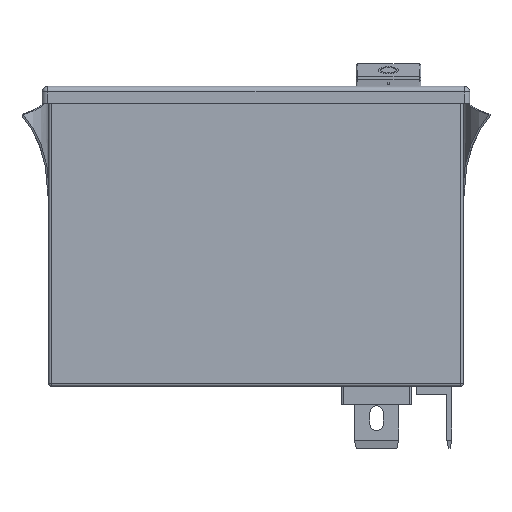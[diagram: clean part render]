
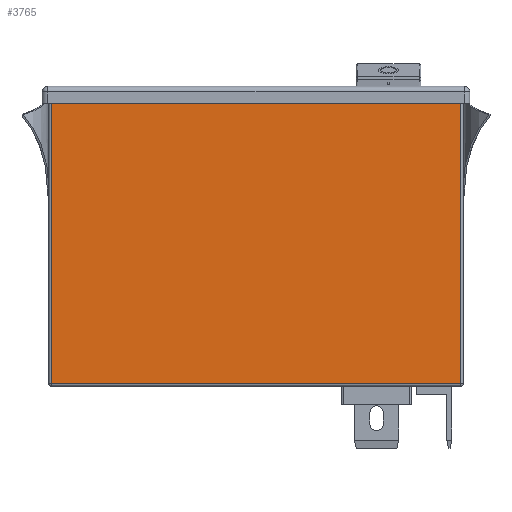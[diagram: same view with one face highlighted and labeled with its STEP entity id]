
A CAD part, front view. The second image highlights one B-rep face of the part: STEP entity #3765.
In plain terms, the highlighted planar face has unit normal (0, -1, 0).
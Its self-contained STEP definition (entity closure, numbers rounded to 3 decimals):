
#562 = CARTESIAN_POINT ( 'NONE',  ( -32.225, -13.5, 22.276 ) ) ;
#944 = CARTESIAN_POINT ( 'NONE',  ( -32.225, -13.5, -21.901 ) ) ;
#978 = DIRECTION ( 'NONE',  ( 1., 0., 0. ) ) ;
#979 = VECTOR ( 'NONE', #978, 1000. ) ;
#1035 = DIRECTION ( 'NONE',  ( 0., 0., -1. ) ) ;
#1036 = VECTOR ( 'NONE', #1035, 1000. ) ;
#1037 = CARTESIAN_POINT ( 'NONE',  ( -32.225, -13.5, 22.276 ) ) ;
#1038 = LINE ( 'NONE', #1037, #1036 ) ;
#1058 = DIRECTION ( 'NONE',  ( 0., 0., 1. ) ) ;
#1059 = VECTOR ( 'NONE', #1058, 1000. ) ;
#1061 = CARTESIAN_POINT ( 'NONE',  ( 32.225, -13.5, 22.276 ) ) ;
#1062 = LINE ( 'NONE', #1061, #1059 ) ;
#1066 = CARTESIAN_POINT ( 'NONE',  ( -32.6, -13.5, 22.276 ) ) ;
#1067 = LINE ( 'NONE', #1066, #979 ) ;
#1068 = CARTESIAN_POINT ( 'NONE',  ( 32.225, -13.5, -21.901 ) ) ;
#1069 = FACE_OUTER_BOUND ( 'NONE', #3754, .T. ) ;
#1092 = AXIS2_PLACEMENT_3D ( 'NONE', #1100, #1099, #1098 ) ;
#1097 = PLANE ( 'NONE',  #1092 ) ;
#1098 = DIRECTION ( 'NONE',  ( 0., 0., 1. ) ) ;
#1099 = DIRECTION ( 'NONE',  ( 0., 1., 0. ) ) ;
#1100 = CARTESIAN_POINT ( 'NONE',  ( -32.6, -13.5, 22.276 ) ) ;
#1142 = CARTESIAN_POINT ( 'NONE',  ( 32.225, -13.5, 22.276 ) ) ;
#1144 = DIRECTION ( 'NONE',  ( 1., 0., 0. ) ) ;
#1145 = CARTESIAN_POINT ( 'NONE',  ( -32.6, -13.5, -21.901 ) ) ;
#1156 = VECTOR ( 'NONE', #1144, 1000. ) ;
#1176 = LINE ( 'NONE', #1145, #1156 ) ;
#3612 = VERTEX_POINT ( 'NONE', #562 ) ;
#3724 = EDGE_CURVE ( 'NONE', #3612, #3780, #1067, .T. ) ;
#3737 = VERTEX_POINT ( 'NONE', #1068 ) ;
#3738 = EDGE_CURVE ( 'NONE', #3737, #3780, #1062, .T. ) ;
#3750 = VERTEX_POINT ( 'NONE', #944 ) ;
#3751 = ORIENTED_EDGE ( 'NONE', *, *, #3752, .T. ) ;
#3752 = EDGE_CURVE ( 'NONE', #3612, #3750, #1038, .T. ) ;
#3754 = EDGE_LOOP ( 'NONE', ( #3766, #3751, #3777, #3779 ) ) ;
#3765 = ADVANCED_FACE ( 'NONE', ( #1069 ), #1097, .F. ) ;
#3766 = ORIENTED_EDGE ( 'NONE', *, *, #3724, .F. ) ;
#3777 = ORIENTED_EDGE ( 'NONE', *, *, #3778, .T. ) ;
#3778 = EDGE_CURVE ( 'NONE', #3750, #3737, #1176, .T. ) ;
#3779 = ORIENTED_EDGE ( 'NONE', *, *, #3738, .T. ) ;
#3780 = VERTEX_POINT ( 'NONE', #1142 ) ;
